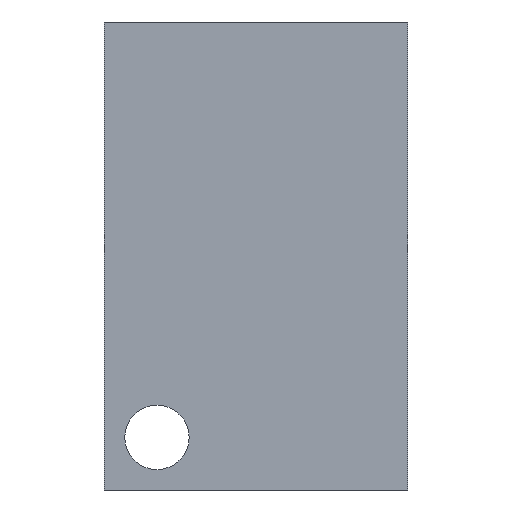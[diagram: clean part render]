
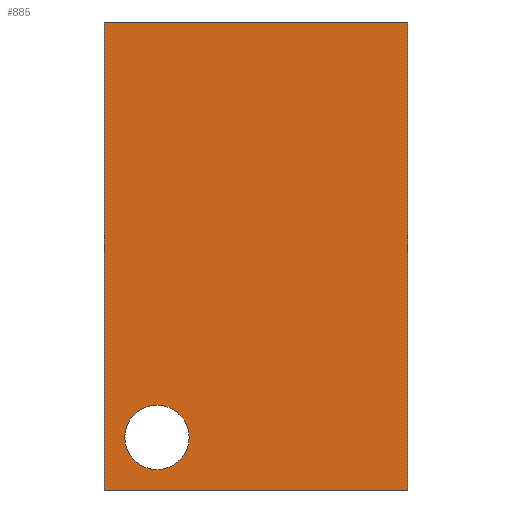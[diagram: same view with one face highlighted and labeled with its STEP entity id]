
A CAD part, left-side view. The second image highlights one B-rep face of the part: STEP entity #885.
In plain terms, the highlighted planar face has unit normal (-1, 0, 0).
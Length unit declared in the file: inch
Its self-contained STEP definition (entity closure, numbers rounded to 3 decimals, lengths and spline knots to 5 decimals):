
#1=DIRECTION('',(0.,-1.,0.));
#2=VECTOR('',#1,1.62);
#3=CARTESIAN_POINT('',(0.,0.,0.));
#4=LINE('',#3,#2);
#27=DIRECTION('',(0.,0.,1.));
#28=VECTOR('',#27,2.5);
#29=CARTESIAN_POINT('',(0.,0.,0.));
#30=LINE('',#29,#28);
#31=CARTESIAN_POINT('',(0.,-0.281,0.281));
#32=DIRECTION('',(1.,0.,0.));
#33=DIRECTION('',(0.,0.,-1.));
#34=AXIS2_PLACEMENT_3D('',#31,#32,#33);
#36=CARTESIAN_POINT('',(0.,-0.281,0.281));
#37=DIRECTION('',(1.,0.,0.));
#38=DIRECTION('',(0.,0.,1.));
#39=AXIS2_PLACEMENT_3D('',#36,#37,#38);
#69=DIRECTION('',(0.,0.,1.));
#70=VECTOR('',#69,2.5);
#71=CARTESIAN_POINT('',(0.,-1.62,0.));
#72=LINE('',#71,#70);
#73=DIRECTION('',(0.,-1.,0.));
#74=VECTOR('',#73,1.62);
#75=CARTESIAN_POINT('',(0.,0.,2.5));
#76=LINE('',#75,#74);
#718=CARTESIAN_POINT('',(0.,0.,0.));
#719=CARTESIAN_POINT('',(0.,-1.62,0.));
#720=VERTEX_POINT('',#718);
#721=VERTEX_POINT('',#719);
#726=CARTESIAN_POINT('',(0.,0.,2.5));
#727=CARTESIAN_POINT('',(0.,-1.62,2.5));
#728=VERTEX_POINT('',#726);
#729=VERTEX_POINT('',#727);
#786=CARTESIAN_POINT('',(0.,-0.281,0.109));
#787=CARTESIAN_POINT('',(0.,-0.281,0.453));
#788=VERTEX_POINT('',#786);
#789=VERTEX_POINT('',#787);
#865=CARTESIAN_POINT('',(0.,0.,0.));
#866=DIRECTION('',(-1.,0.,0.));
#867=DIRECTION('',(0.,-1.,0.));
#868=AXIS2_PLACEMENT_3D('',#865,#866,#867);
#869=PLANE('',#868);
#870=ORIENTED_EDGE('',*,*,#848,.F.);
#872=ORIENTED_EDGE('',*,*,#871,.T.);
#874=ORIENTED_EDGE('',*,*,#873,.T.);
#876=ORIENTED_EDGE('',*,*,#875,.F.);
#877=EDGE_LOOP('',(#870,#872,#874,#876));
#878=FACE_OUTER_BOUND('',#877,.F.);
#880=ORIENTED_EDGE('',*,*,#879,.F.);
#882=ORIENTED_EDGE('',*,*,#881,.F.);
#883=EDGE_LOOP('',(#880,#882));
#884=FACE_BOUND('',#883,.F.);
#885=ADVANCED_FACE('',(#878,#884),#869,.T.);
#35=CIRCLE('',#34,0.172);
#40=CIRCLE('',#39,0.172);
#848=EDGE_CURVE('',#720,#721,#4,.T.);
#871=EDGE_CURVE('',#720,#728,#30,.T.);
#873=EDGE_CURVE('',#728,#729,#76,.T.);
#875=EDGE_CURVE('',#721,#729,#72,.T.);
#879=EDGE_CURVE('',#788,#789,#35,.T.);
#881=EDGE_CURVE('',#789,#788,#40,.T.);
